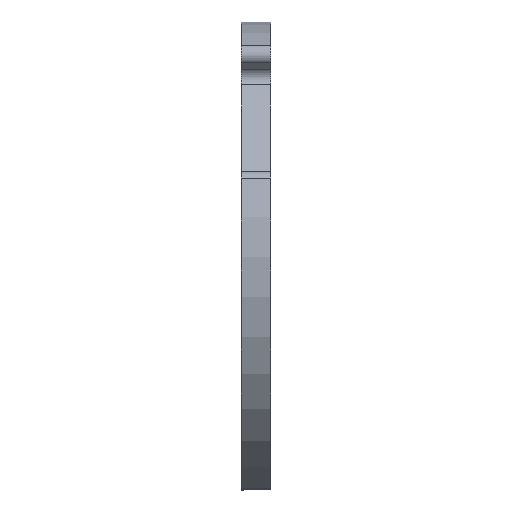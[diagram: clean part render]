
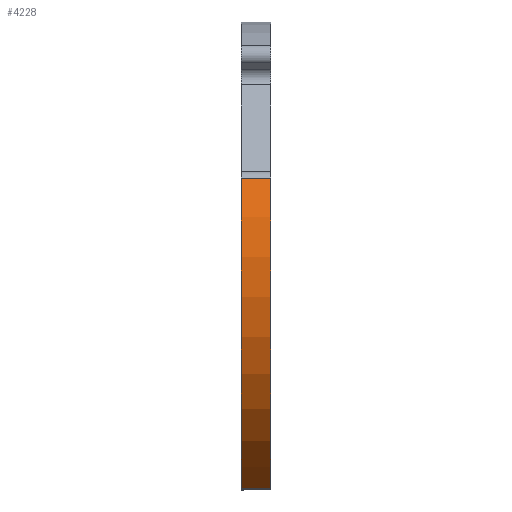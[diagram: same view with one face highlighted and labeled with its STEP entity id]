
A CAD part, top view. The second image highlights one B-rep face of the part: STEP entity #4228.
In plain terms, the highlighted cylindrical face has radius 47 mm (diameter 94 mm), a partial arc.
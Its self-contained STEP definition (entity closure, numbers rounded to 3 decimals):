
#1274=DIRECTION('',(-1.,0.,0.));
#1275=VECTOR('',#1274,5.7);
#1276=CARTESIAN_POINT('',(5.7,17.166,43.753));
#1277=LINE('',#1276,#1275);
#1281=CARTESIAN_POINT('',(5.7,0.,0.));
#1282=DIRECTION('',(1.,0.,0.));
#1283=DIRECTION('',(0.,0.365,0.931));
#1284=AXIS2_PLACEMENT_3D('',#1281,#1282,#1283);
#1289=DIRECTION('',(1.,0.,0.));
#1290=VECTOR('',#1289,5.7);
#1291=CARTESIAN_POINT('',(0.,-41.84,21.411));
#1292=LINE('',#1291,#1290);
#1296=CARTESIAN_POINT('',(0.,0.,0.));
#1297=DIRECTION('',(-1.,0.,0.));
#1298=DIRECTION('',(0.,-0.89,0.456));
#1299=AXIS2_PLACEMENT_3D('',#1296,#1297,#1298);
#2908=CARTESIAN_POINT('',(0.,17.166,43.753));
#2910=VERTEX_POINT('',#2908);
#2914=CARTESIAN_POINT('',(5.7,17.166,43.753));
#2915=VERTEX_POINT('',#2914);
#2948=CARTESIAN_POINT('',(5.7,-41.84,21.411));
#2950=VERTEX_POINT('',#2948);
#2954=CARTESIAN_POINT('',(0.,-41.84,21.411));
#2955=VERTEX_POINT('',#2954);
#4216=CARTESIAN_POINT('',(0.,0.,0.));
#4217=DIRECTION('',(1.,0.,0.));
#4218=DIRECTION('',(0.,-1.,0.));
#4219=AXIS2_PLACEMENT_3D('',#4216,#4217,#4218);
#4220=CYLINDRICAL_SURFACE('',#4219,47.);
#4221=ORIENTED_EDGE('',*,*,#4084,.F.);
#4222=ORIENTED_EDGE('',*,*,#3947,.T.);
#4224=ORIENTED_EDGE('',*,*,#4223,.F.);
#4225=ORIENTED_EDGE('',*,*,#3335,.T.);
#4226=EDGE_LOOP('',(#4221,#4222,#4224,#4225));
#4227=FACE_OUTER_BOUND('',#4226,.F.);
#1285=CIRCLE('',#1284,47.);
#1300=CIRCLE('',#1299,47.);
#3335=EDGE_CURVE('',#2955,#2910,#1300,.T.);
#3947=EDGE_CURVE('',#2915,#2950,#1285,.T.);
#4084=EDGE_CURVE('',#2915,#2910,#1277,.T.);
#4223=EDGE_CURVE('',#2955,#2950,#1292,.T.);
#4228=ADVANCED_FACE('',(#4227),#4220,.T.);
